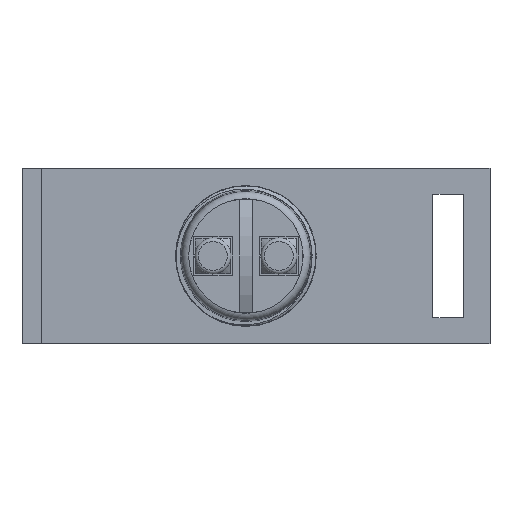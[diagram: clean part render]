
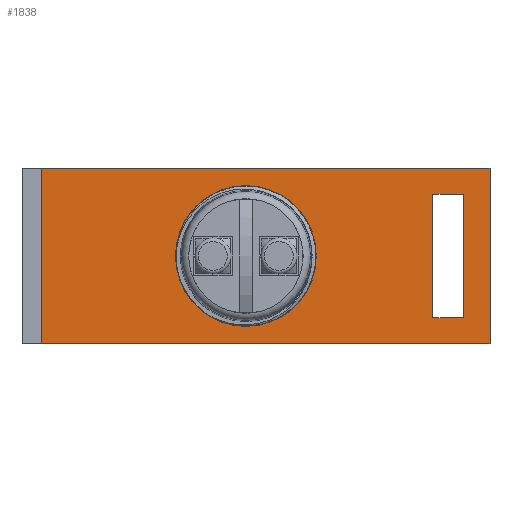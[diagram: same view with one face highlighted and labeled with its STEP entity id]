
A CAD part, left-side view. The second image highlights one B-rep face of the part: STEP entity #1838.
In plain terms, the highlighted planar face has unit normal (-1, 0, 0).
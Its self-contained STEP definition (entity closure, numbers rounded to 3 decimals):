
#61=FACE_BOUND('',#346,.T.);
#62=FACE_BOUND('',#347,.T.);
#127=PLANE('',#2011);
#229=FACE_OUTER_BOUND('',#345,.T.);
#345=EDGE_LOOP('',(#1687,#1688,#1689,#1690));
#346=EDGE_LOOP('',(#1691,#1692,#1693,#1694));
#347=EDGE_LOOP('',(#1695));
#402=CIRCLE('',#2006,8.);
#572=LINE('',#12284,#697);
#578=LINE('',#12297,#703);
#582=LINE('',#12305,#707);
#585=LINE('',#12311,#710);
#588=LINE('',#12316,#713);
#592=LINE('',#12327,#717);
#597=LINE('',#12337,#722);
#598=LINE('',#12339,#723);
#697=VECTOR('',#2396,10.);
#703=VECTOR('',#2406,10.);
#707=VECTOR('',#2412,10.);
#710=VECTOR('',#2417,10.);
#713=VECTOR('',#2422,10.);
#717=VECTOR('',#2434,10.);
#722=VECTOR('',#2445,10.);
#723=VECTOR('',#2448,10.);
#888=VERTEX_POINT('',#12281);
#889=VERTEX_POINT('',#12283);
#893=VERTEX_POINT('',#12295);
#894=VERTEX_POINT('',#12296);
#897=VERTEX_POINT('',#12304);
#899=VERTEX_POINT('',#12310);
#902=VERTEX_POINT('',#12321);
#903=VERTEX_POINT('',#12325);
#905=VERTEX_POINT('',#12335);
#1143=EDGE_CURVE('',#888,#889,#572,.T.);
#1149=EDGE_CURVE('',#893,#894,#578,.T.);
#1153=EDGE_CURVE('',#894,#897,#582,.T.);
#1156=EDGE_CURVE('',#897,#899,#585,.T.);
#1159=EDGE_CURVE('',#899,#893,#588,.T.);
#1163=EDGE_CURVE('',#902,#902,#402,.T.);
#1165=EDGE_CURVE('',#903,#888,#592,.T.);
#1170=EDGE_CURVE('',#905,#889,#597,.T.);
#1171=EDGE_CURVE('',#903,#905,#598,.T.);
#1687=ORIENTED_EDGE('',*,*,#1171,.T.);
#1688=ORIENTED_EDGE('',*,*,#1170,.T.);
#1689=ORIENTED_EDGE('',*,*,#1143,.F.);
#1690=ORIENTED_EDGE('',*,*,#1165,.F.);
#1691=ORIENTED_EDGE('',*,*,#1156,.T.);
#1692=ORIENTED_EDGE('',*,*,#1159,.T.);
#1693=ORIENTED_EDGE('',*,*,#1149,.T.);
#1694=ORIENTED_EDGE('',*,*,#1153,.T.);
#1695=ORIENTED_EDGE('',*,*,#1163,.T.);
#1838=ADVANCED_FACE('',(#229,#61,#62),#127,.T.);
#2006=AXIS2_PLACEMENT_3D('',#12323,#2429,#2430);
#2011=AXIS2_PLACEMENT_3D('',#12338,#2446,#2447);
#2396=DIRECTION('',(0.,-1.,0.));
#2406=DIRECTION('',(0.,0.,-1.));
#2412=DIRECTION('',(0.,1.,0.));
#2417=DIRECTION('',(0.,0.,1.));
#2422=DIRECTION('',(0.,-1.,0.));
#2429=DIRECTION('center_axis',(1.,0.,0.));
#2430=DIRECTION('ref_axis',(0.,1.,0.));
#2434=DIRECTION('',(0.,0.,1.));
#2445=DIRECTION('',(0.,0.,1.));
#2446=DIRECTION('center_axis',(-1.,0.,0.));
#2447=DIRECTION('ref_axis',(0.,-1.,0.));
#2448=DIRECTION('',(0.,-1.,0.));
#12281=CARTESIAN_POINT('',(0.,51.,20.));
#12283=CARTESIAN_POINT('',(0.,0.,20.));
#12284=CARTESIAN_POINT('',(0.,51.,20.));
#12295=CARTESIAN_POINT('',(0.,3.,17.));
#12296=CARTESIAN_POINT('',(0.,3.,3.));
#12297=CARTESIAN_POINT('',(0.,3.,1.5));
#12304=CARTESIAN_POINT('',(0.,6.5,3.));
#12305=CARTESIAN_POINT('',(0.,28.75,3.));
#12310=CARTESIAN_POINT('',(0.,6.5,17.));
#12311=CARTESIAN_POINT('',(0.,6.5,8.5));
#12316=CARTESIAN_POINT('',(0.,27.,17.));
#12321=CARTESIAN_POINT('',(0.,19.75,10.));
#12323=CARTESIAN_POINT('Origin',(0.,27.75,10.));
#12325=CARTESIAN_POINT('',(0.,51.,0.));
#12327=CARTESIAN_POINT('',(0.,51.,0.));
#12335=CARTESIAN_POINT('',(0.,0.,0.));
#12337=CARTESIAN_POINT('',(0.,0.,0.));
#12338=CARTESIAN_POINT('Origin',(0.,51.,0.));
#12339=CARTESIAN_POINT('',(0.,51.,0.));
